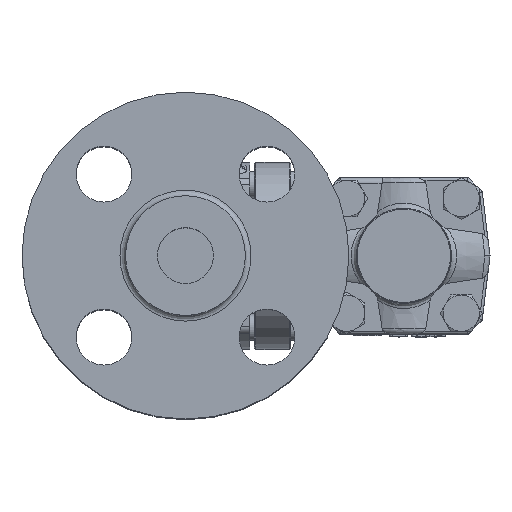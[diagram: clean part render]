
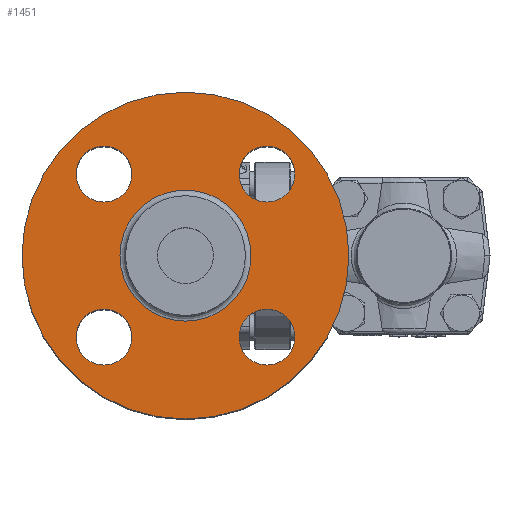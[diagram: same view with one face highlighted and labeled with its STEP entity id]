
A CAD part, top view. The second image highlights one B-rep face of the part: STEP entity #1451.
In plain terms, the highlighted planar face has unit normal (0, 0, 1).
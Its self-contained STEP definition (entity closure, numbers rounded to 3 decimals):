
#1305=CARTESIAN_POINT('',(-19.7,0.0,62.6));
#1306=VERTEX_POINT('',#1305);
#1307=CARTESIAN_POINT('',(-78.2,0.0,62.6));
#1308=DIRECTION('',(0.,0.0,1.0));
#1309=DIRECTION('',(1.0,0.0,0.));
#1310=AXIS2_PLACEMENT_3D('',#1307,#1308,#1309);
#1311=CIRCLE('',#1310,58.5);
#1312=EDGE_CURVE('',#1306,#1306,#1311,.T.);
#1373=CARTESIAN_POINT('',(-54.75,0.0,62.6));
#1374=VERTEX_POINT('',#1373);
#1375=CARTESIAN_POINT('',(-78.2,0.0,62.6));
#1376=DIRECTION('',(0.,0.0,1.0));
#1377=DIRECTION('',(-1.0,0.,0.));
#1378=AXIS2_PLACEMENT_3D('',#1375,#1376,#1377);
#1379=CIRCLE('',#1378,23.45);
#1380=EDGE_CURVE('',#1374,#1374,#1379,.T.);
#1396=CARTESIAN_POINT('',(-38.225,0.0,62.6));
#1397=DIRECTION('',(0.,0.0,1.0));
#1398=DIRECTION('',(1.0,0.0,0.));
#1399=AXIS2_PLACEMENT_3D('',#1396,#1397,#1398);
#1400=PLANE('',#1399);
#1401=ORIENTED_EDGE('',*,*,#1312,.T.);
#1402=EDGE_LOOP('',(#1401));
#1403=FACE_OUTER_BOUND('',#1402,.T.);
#1404=CARTESIAN_POINT('',(-39.032,29.168,62.6));
#1405=VERTEX_POINT('',#1404);
#1406=CARTESIAN_POINT('',(-49.032,29.168,62.6));
#1407=DIRECTION('',(0.,0.0,-1.0));
#1408=DIRECTION('',(1.0,0.0,0.));
#1409=AXIS2_PLACEMENT_3D('',#1406,#1407,#1408);
#1410=CIRCLE('',#1409,10.0);
#1411=EDGE_CURVE('',#1405,#1405,#1410,.T.);
#1412=ORIENTED_EDGE('',*,*,#1411,.T.);
#1413=EDGE_LOOP('',(#1412));
#1414=FACE_BOUND('',#1413,.T.);
#1415=CARTESIAN_POINT('',(-107.368,39.168,62.6));
#1416=VERTEX_POINT('',#1415);
#1417=CARTESIAN_POINT('',(-107.368,29.168,62.6));
#1418=DIRECTION('',(0.,0.,-1.0));
#1419=DIRECTION('',(0.,1.0,0.));
#1420=AXIS2_PLACEMENT_3D('',#1417,#1418,#1419);
#1421=CIRCLE('',#1420,10.0);
#1422=EDGE_CURVE('',#1416,#1416,#1421,.T.);
#1423=ORIENTED_EDGE('',*,*,#1422,.T.);
#1424=EDGE_LOOP('',(#1423));
#1425=FACE_BOUND('',#1424,.T.);
#1426=CARTESIAN_POINT('',(-117.368,-29.168,62.6));
#1427=VERTEX_POINT('',#1426);
#1428=CARTESIAN_POINT('',(-107.368,-29.168,62.6));
#1429=DIRECTION('',(0.,0.,-1.0));
#1430=DIRECTION('',(-1.0,0.,0.));
#1431=AXIS2_PLACEMENT_3D('',#1428,#1429,#1430);
#1432=CIRCLE('',#1431,10.0);
#1433=EDGE_CURVE('',#1427,#1427,#1432,.T.);
#1434=ORIENTED_EDGE('',*,*,#1433,.T.);
#1435=EDGE_LOOP('',(#1434));
#1436=FACE_BOUND('',#1435,.T.);
#1437=CARTESIAN_POINT('',(-49.032,-39.168,62.6));
#1438=VERTEX_POINT('',#1437);
#1439=CARTESIAN_POINT('',(-49.032,-29.168,62.6));
#1440=DIRECTION('',(0.,0.,-1.0));
#1441=DIRECTION('',(0.,-1.0,0.));
#1442=AXIS2_PLACEMENT_3D('',#1439,#1440,#1441);
#1443=CIRCLE('',#1442,10.0);
#1444=EDGE_CURVE('',#1438,#1438,#1443,.T.);
#1445=ORIENTED_EDGE('',*,*,#1444,.T.);
#1446=EDGE_LOOP('',(#1445));
#1447=FACE_BOUND('',#1446,.T.);
#1448=ORIENTED_EDGE('',*,*,#1380,.F.);
#1449=EDGE_LOOP('',(#1448));
#1450=FACE_BOUND('',#1449,.T.);
#1451=ADVANCED_FACE('',(#1403,#1414,#1425,#1436,#1447,#1450),#1400,.T.);
